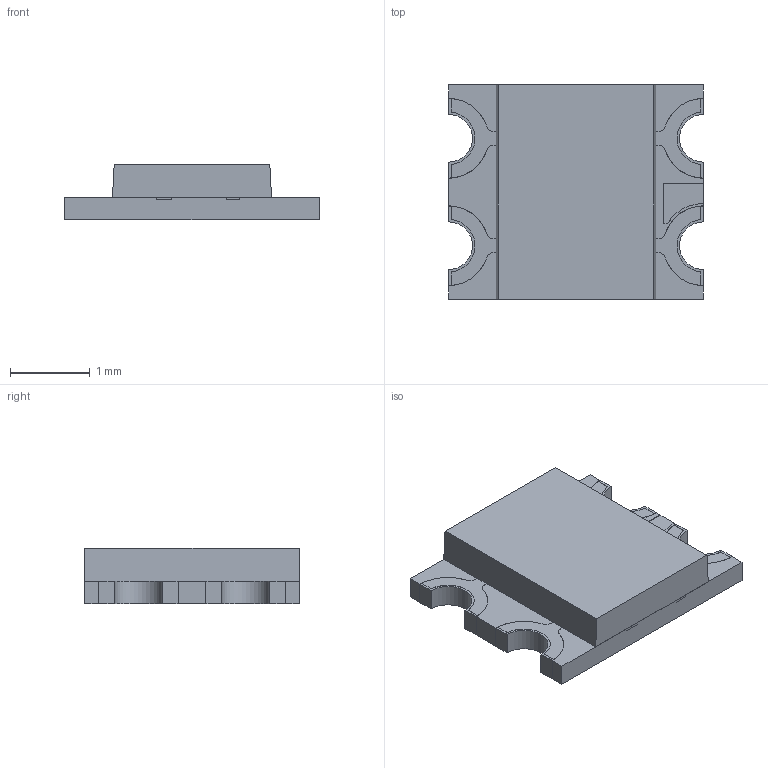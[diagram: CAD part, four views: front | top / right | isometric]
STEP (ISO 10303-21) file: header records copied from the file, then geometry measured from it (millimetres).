
FILE_DESCRIPTION( ( 'Unknown' ), '1' );
FILE_NAME( 'WL-SBCW_1210.stp', 'Unknown', ( 'Unknown' ), ( 'Unknown' ), 'PSStep 16.0.42', 'Unknown', ' ' );
FILE_SCHEMA( ( 'AUTOMOTIVE_DESIGN { 1 0 10303 214 1 1 1 1 }' ) );
Length unit declared in the file: millimetre
Products named in the file (9): Assem1; body; pole; contact; lense
Assembly tree (8 placements, depth 2):
  Assem1
    body
    pole
    pole
    contact
    contact
    contact
    contact
    lense
Bounding box: 3.2 x 2.7 x 0.7 mm (x, y, z)
Volume: 4.5 mm3; surface area: 51.8 mm2
Topology: 8 solids, 8 shells, 315 faces, 878 edges, 580 vertices
Faces by surface type: plane 201, cylinder 114
Entity records: 12786 total; most frequent: CARTESIAN_POINT 1782, DIRECTION 1778, ORIENTED_EDGE 1756, EDGE_CURVE 878, LINE 626, VECTOR 626, VERTEX_POINT 580, AXIS2_PLACEMENT_3D 576
